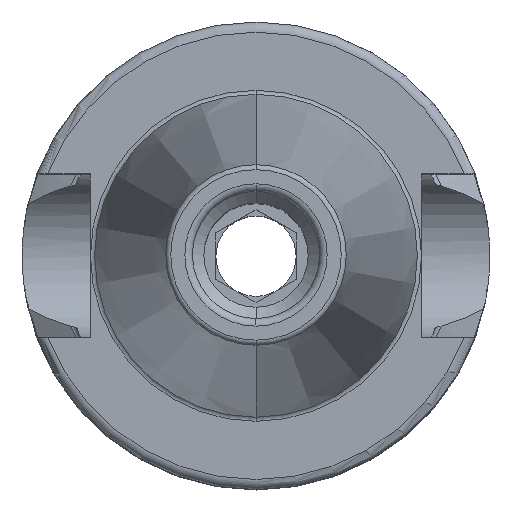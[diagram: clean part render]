
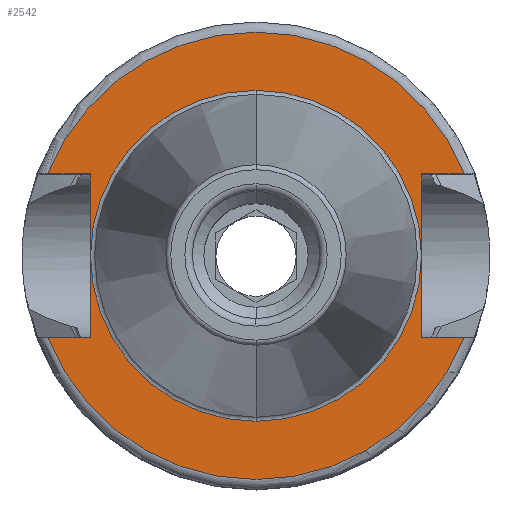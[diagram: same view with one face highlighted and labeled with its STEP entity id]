
A CAD part, top view. The second image highlights one B-rep face of the part: STEP entity #2542.
In plain terms, the highlighted planar face has unit normal (0, 0, 1).
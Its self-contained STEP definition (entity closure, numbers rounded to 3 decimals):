
#812=DIRECTION('',(1,0,0));
#813=VECTOR('',#812,4.174);
#814=CARTESIAN_POINT('',(-20.474,-8.05,20));
#815=LINE('',#814,#813);
#816=DIRECTION('',(0,1,0));
#817=VECTOR('',#816,16.1);
#818=CARTESIAN_POINT('',(-16.3,-8.05,20));
#819=LINE('',#818,#817);
#820=DIRECTION('',(1,0,0));
#821=VECTOR('',#820,4.174);
#822=CARTESIAN_POINT('',(-20.474,8.05,20));
#823=LINE('',#822,#821);
#824=DIRECTION('',(-1,0,0));
#825=VECTOR('',#824,4.174);
#826=CARTESIAN_POINT('',(20.474,8.05,20));
#827=LINE('',#826,#825);
#828=DIRECTION('',(0,-1,0));
#829=VECTOR('',#828,16.1);
#830=CARTESIAN_POINT('',(16.3,8.05,20));
#831=LINE('',#830,#829);
#832=DIRECTION('',(-1,0,0));
#833=VECTOR('',#832,4.174);
#834=CARTESIAN_POINT('',(20.474,-8.05,20));
#835=LINE('',#834,#833);
#846=CARTESIAN_POINT('',(0,0,20));
#847=DIRECTION('',(0,0,1));
#848=DIRECTION('',(0,1,0));
#849=AXIS2_PLACEMENT_3D('',#846,#847,#848);
#851=CARTESIAN_POINT('',(0,0,20));
#852=DIRECTION('',(0,0,-1));
#853=DIRECTION('',(0,1,0));
#854=AXIS2_PLACEMENT_3D('',#851,#852,#853);
#1091=CARTESIAN_POINT('',(0,0,20));
#1092=DIRECTION('',(0,0,1));
#1093=DIRECTION('',(-0.931,-0.366,0));
#1094=AXIS2_PLACEMENT_3D('',#1091,#1092,#1093);
#1108=CARTESIAN_POINT('',(0,0,20));
#1109=DIRECTION('',(0,0,1));
#1110=DIRECTION('',(0.931,0.366,0));
#1111=AXIS2_PLACEMENT_3D('',#1108,#1109,#1110);
#1273=CARTESIAN_POINT('',(-20.474,-8.05,20));
#1274=CARTESIAN_POINT('',(-16.3,-8.05,20));
#1275=VERTEX_POINT('',#1273);
#1276=VERTEX_POINT('',#1274);
#1277=CARTESIAN_POINT('',(-16.3,8.05,20));
#1278=VERTEX_POINT('',#1277);
#1279=CARTESIAN_POINT('',(-20.474,8.05,20));
#1280=VERTEX_POINT('',#1279);
#1281=CARTESIAN_POINT('',(16.3,8.05,20));
#1282=CARTESIAN_POINT('',(16.3,-8.05,20));
#1283=VERTEX_POINT('',#1281);
#1284=VERTEX_POINT('',#1282);
#1285=CARTESIAN_POINT('',(20.474,-8.05,20));
#1286=VERTEX_POINT('',#1285);
#1287=CARTESIAN_POINT('',(20.474,8.05,20));
#1288=VERTEX_POINT('',#1287);
#1331=CARTESIAN_POINT('',(0,16.275,20));
#1333=VERTEX_POINT('',#1331);
#1337=CARTESIAN_POINT('',(0,-16.275,20));
#1339=VERTEX_POINT('',#1337);
#2519=CARTESIAN_POINT('',(0,0,20));
#2520=DIRECTION('',(0,0,-1));
#2521=DIRECTION('',(0,-1,0));
#2522=AXIS2_PLACEMENT_3D('',#2519,#2520,#2521);
#2523=PLANE('',#2522);
#2524=ORIENTED_EDGE('',*,*,#2510,.T.);
#2525=ORIENTED_EDGE('',*,*,#2335,.T.);
#2526=ORIENTED_EDGE('',*,*,#2354,.F.);
#2528=ORIENTED_EDGE('',*,*,#2527,.F.);
#2529=ORIENTED_EDGE('',*,*,#2435,.T.);
#2530=ORIENTED_EDGE('',*,*,#2453,.T.);
#2531=ORIENTED_EDGE('',*,*,#2470,.F.);
#2533=ORIENTED_EDGE('',*,*,#2532,.F.);
#2534=EDGE_LOOP('',(#2524,#2525,#2526,#2528,#2529,#2530,#2531,#2533));
#2535=FACE_OUTER_BOUND('',#2534,.F.);
#2537=ORIENTED_EDGE('',*,*,#2536,.T.);
#2539=ORIENTED_EDGE('',*,*,#2538,.F.);
#2540=EDGE_LOOP('',(#2537,#2539));
#2541=FACE_BOUND('',#2540,.F.);
#2542=ADVANCED_FACE('',(#2535,#2541),#2523,.F.);
#850=CIRCLE('',#849,16.275);
#855=CIRCLE('',#854,16.275);
#1095=CIRCLE('',#1094,22);
#1112=CIRCLE('',#1111,22);
#2335=EDGE_CURVE('',#1276,#1278,#819,.T.);
#2354=EDGE_CURVE('',#1280,#1278,#823,.T.);
#2435=EDGE_CURVE('',#1288,#1283,#827,.T.);
#2453=EDGE_CURVE('',#1283,#1284,#831,.T.);
#2470=EDGE_CURVE('',#1286,#1284,#835,.T.);
#2510=EDGE_CURVE('',#1275,#1276,#815,.T.);
#2527=EDGE_CURVE('',#1288,#1280,#1112,.T.);
#2532=EDGE_CURVE('',#1275,#1286,#1095,.T.);
#2536=EDGE_CURVE('',#1333,#1339,#850,.T.);
#2538=EDGE_CURVE('',#1333,#1339,#855,.T.);
